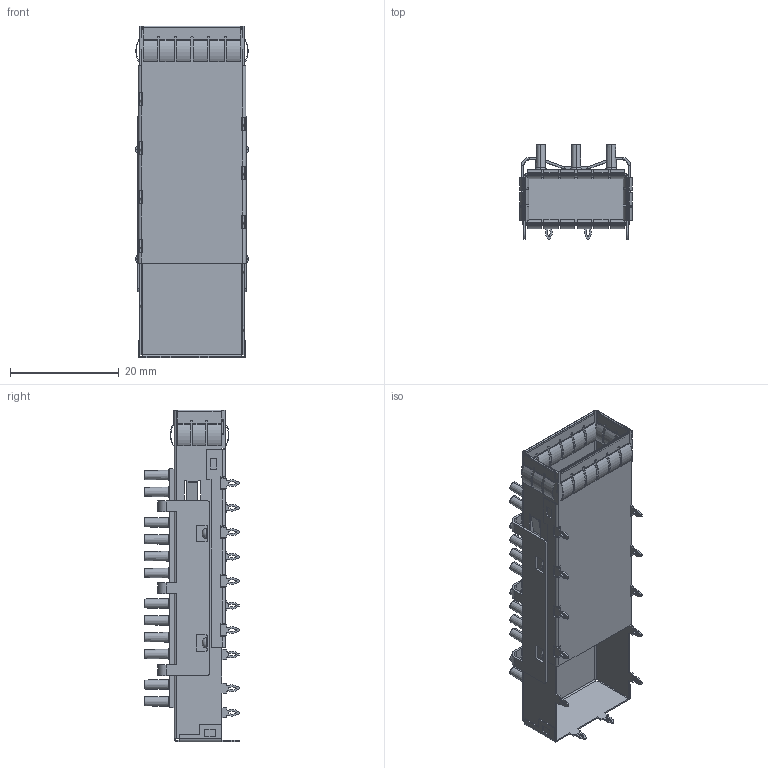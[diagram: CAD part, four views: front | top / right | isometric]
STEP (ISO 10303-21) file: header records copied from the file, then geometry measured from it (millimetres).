
FILE_DESCRIPTION (( 'STEP AP214' ), '1' );
FILE_NAME ('U95-T151-100A.STEP', '2023-09-14T21:46:31', ( '' ), ( '' ), 'SwSTEP 2.0', 'SolidWorks 2021', '' );
FILE_SCHEMA (( 'AUTOMOTIVE_DESIGN' ));
Length unit declared in the file: millimetre
Products named in the file (2): U95-T151-100A; U95-Tx
Assembly tree (1 placements, depth 2):
  U95-T151-100A
    U95-Tx
Bounding box: 20.75 x 17.4 x 60.92 mm (x, y, z)
Volume: 2135.5 mm3; surface area: 11840.4 mm2
Topology: 8 solids, 8 shells, 1204 faces, 3150 edges, 1980 vertices
Faces by surface type: plane 624, cylinder 424, torus 80, cone 72, bspline 4
Entity records: 37223 total; most frequent: DIRECTION 6702, CARTESIAN_POINT 6466, ORIENTED_EDGE 6300, EDGE_CURVE 3150, AXIS2_PLACEMENT_3D 2368, VERTEX_POINT 1980, VECTOR 1966, LINE 1966
